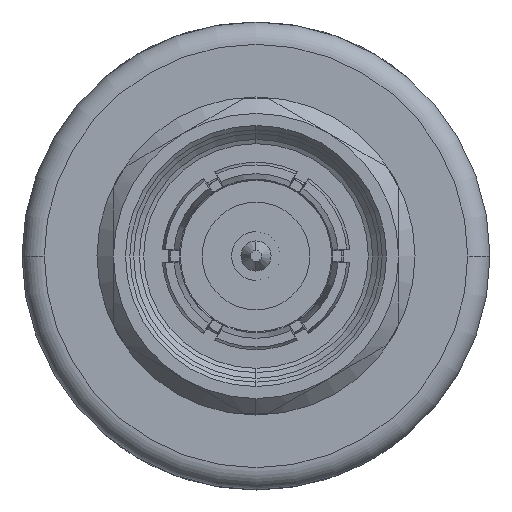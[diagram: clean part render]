
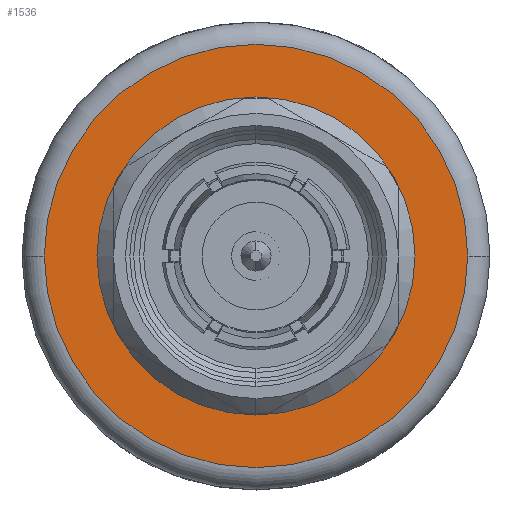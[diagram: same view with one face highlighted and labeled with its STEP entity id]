
A CAD part, left-side view. The second image highlights one B-rep face of the part: STEP entity #1536.
In plain terms, the highlighted planar face has unit normal (-1, 0, 0).
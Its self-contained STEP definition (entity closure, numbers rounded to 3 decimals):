
#57 = CARTESIAN_POINT ( 'NONE',  ( 120.081, 9.652, 0. ) ) ;
#706 = AXIS2_PLACEMENT_3D ( 'NONE', #6685, #10422, #5768 ) ;
#855 = DIRECTION ( 'NONE',  ( 1., 0., 0. ) ) ;
#1048 = DIRECTION ( 'NONE',  ( -1., 0., 0. ) ) ;
#1220 = ORIENTED_EDGE ( 'NONE', *, *, #9734, .T. ) ;
#1536 = ADVANCED_FACE ( 'NONE', ( #7405, #11185 ), #10276, .F. ) ;
#2205 = DIRECTION ( 'NONE',  ( 0., 0., -1. ) ) ;
#2887 = EDGE_CURVE ( 'NONE', #5342, #6905, #9847, .T. ) ;
#4003 = EDGE_CURVE ( 'NONE', #4513, #8608, #9907, .T. ) ;
#4191 = ORIENTED_EDGE ( 'NONE', *, *, #2887, .T. ) ;
#4457 = CARTESIAN_POINT ( 'NONE',  ( 120.081, 0., 5.524 ) ) ;
#4513 = VERTEX_POINT ( 'NONE', #8012 ) ;
#4775 = DIRECTION ( 'NONE',  ( 0., 0., -1. ) ) ;
#5003 = EDGE_CURVE ( 'NONE', #8608, #4513, #9351, .T. ) ;
#5342 = VERTEX_POINT ( 'NONE', #57 ) ;
#5768 = DIRECTION ( 'NONE',  ( 0., 1., 0. ) ) ;
#5934 = CARTESIAN_POINT ( 'NONE',  ( 120.081, 0., 0. ) ) ;
#5974 = CIRCLE ( 'NONE', #706, 9.652 ) ;
#6685 = CARTESIAN_POINT ( 'NONE',  ( 120.081, 0., 0. ) ) ;
#6905 = VERTEX_POINT ( 'NONE', #7936 ) ;
#7405 = FACE_OUTER_BOUND ( 'NONE', #9349, .T. ) ;
#7587 = CARTESIAN_POINT ( 'NONE',  ( 120.081, 10.668, 0. ) ) ;
#7665 = DIRECTION ( 'NONE',  ( -1., 0., 0. ) ) ;
#7898 = DIRECTION ( 'NONE',  ( 0., 1., 0. ) ) ;
#7936 = CARTESIAN_POINT ( 'NONE',  ( 120.081, -9.652, 0. ) ) ;
#8012 = CARTESIAN_POINT ( 'NONE',  ( 120.081, 0., -5.525 ) ) ;
#8301 = AXIS2_PLACEMENT_3D ( 'NONE', #5934, #10588, #7898 ) ;
#8388 = DIRECTION ( 'NONE',  ( 0., 0., 1. ) ) ;
#8571 = AXIS2_PLACEMENT_3D ( 'NONE', #9429, #1048, #4775 ) ;
#8608 = VERTEX_POINT ( 'NONE', #4457 ) ;
#9349 = EDGE_LOOP ( 'NONE', ( #4191, #1220 ) ) ;
#9351 = CIRCLE ( 'NONE', #8571, 5.525 ) ;
#9429 = CARTESIAN_POINT ( 'NONE',  ( 120.081, 0., 0. ) ) ;
#9734 = EDGE_CURVE ( 'NONE', #6905, #5342, #5974, .T. ) ;
#9831 = EDGE_LOOP ( 'NONE', ( #12069, #11037 ) ) ;
#9847 = CIRCLE ( 'NONE', #8301, 9.652 ) ;
#9907 = CIRCLE ( 'NONE', #10107, 5.525 ) ;
#10107 = AXIS2_PLACEMENT_3D ( 'NONE', #11332, #7665, #2205 ) ;
#10276 = PLANE ( 'NONE',  #10922 ) ;
#10422 = DIRECTION ( 'NONE',  ( -1., 0., 0. ) ) ;
#10588 = DIRECTION ( 'NONE',  ( -1., 0., 0. ) ) ;
#10922 = AXIS2_PLACEMENT_3D ( 'NONE', #7587, #855, #8388 ) ;
#11037 = ORIENTED_EDGE ( 'NONE', *, *, #5003, .F. ) ;
#11185 = FACE_BOUND ( 'NONE', #9831, .T. ) ;
#11332 = CARTESIAN_POINT ( 'NONE',  ( 120.081, 0., 0. ) ) ;
#12069 = ORIENTED_EDGE ( 'NONE', *, *, #4003, .F. ) ;
